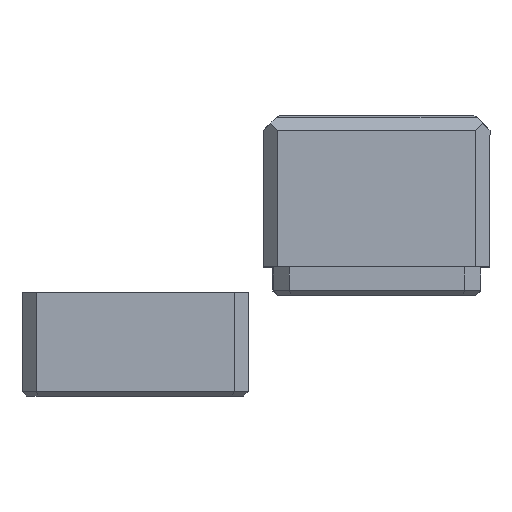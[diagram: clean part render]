
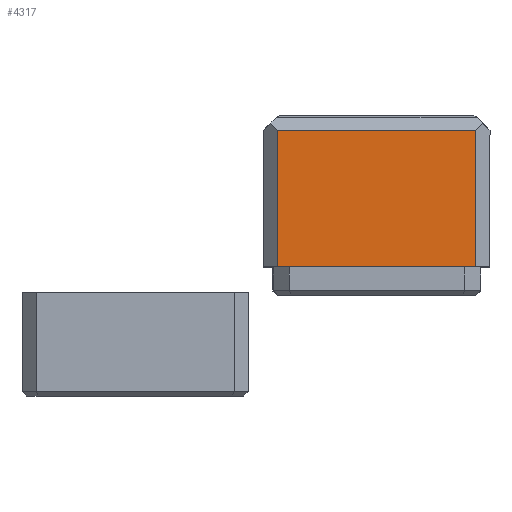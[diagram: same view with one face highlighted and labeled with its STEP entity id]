
A CAD part, left-side view. The second image highlights one B-rep face of the part: STEP entity #4317.
In plain terms, the highlighted face is planar.
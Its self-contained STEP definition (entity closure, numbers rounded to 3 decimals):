
#240=PLANE('',#4648);
#468=FACE_OUTER_BOUND('',#730,.T.);
#730=EDGE_LOOP('',(#3725,#3726,#3727,#3728));
#1171=LINE('',#6752,#1700);
#1175=LINE('',#6760,#1704);
#1176=LINE('',#6763,#1705);
#1177=LINE('',#6764,#1706);
#1700=VECTOR('',#5519,10.);
#1704=VECTOR('',#5525,10.);
#1705=VECTOR('',#5528,10.);
#1706=VECTOR('',#5529,10.);
#2192=VERTEX_POINT('',#6738);
#2198=VERTEX_POINT('',#6750);
#2201=VERTEX_POINT('',#6758);
#2202=VERTEX_POINT('',#6762);
#2726=EDGE_CURVE('',#2198,#2192,#1171,.T.);
#2730=EDGE_CURVE('',#2201,#2198,#1175,.T.);
#2731=EDGE_CURVE('',#2202,#2201,#1176,.T.);
#2732=EDGE_CURVE('',#2192,#2202,#1177,.T.);
#3725=ORIENTED_EDGE('',*,*,#2730,.F.);
#3726=ORIENTED_EDGE('',*,*,#2731,.F.);
#3727=ORIENTED_EDGE('',*,*,#2732,.F.);
#3728=ORIENTED_EDGE('',*,*,#2726,.F.);
#4317=ADVANCED_FACE('',(#468),#240,.T.);
#4648=AXIS2_PLACEMENT_3D('',#6761,#5526,#5527);
#5519=DIRECTION('',(0.,-1.,0.));
#5525=DIRECTION('',(0.,0.,-1.));
#5526=DIRECTION('center_axis',(1.,0.,0.));
#5527=DIRECTION('ref_axis',(0.,1.,0.));
#5528=DIRECTION('',(0.,1.,0.));
#5529=DIRECTION('',(0.,0.,1.));
#6738=CARTESIAN_POINT('',(41.5,52.998,7.));
#6750=CARTESIAN_POINT('',(41.5,73.998,7.));
#6752=CARTESIAN_POINT('',(41.5,63.498,7.));
#6758=CARTESIAN_POINT('',(41.5,73.998,21.5));
#6760=CARTESIAN_POINT('',(41.5,73.998,21.));
#6761=CARTESIAN_POINT('Origin',(41.5,51.498,21.));
#6762=CARTESIAN_POINT('',(41.5,52.998,21.5));
#6763=CARTESIAN_POINT('',(41.5,57.498,21.5));
#6764=CARTESIAN_POINT('',(41.5,52.998,21.));
